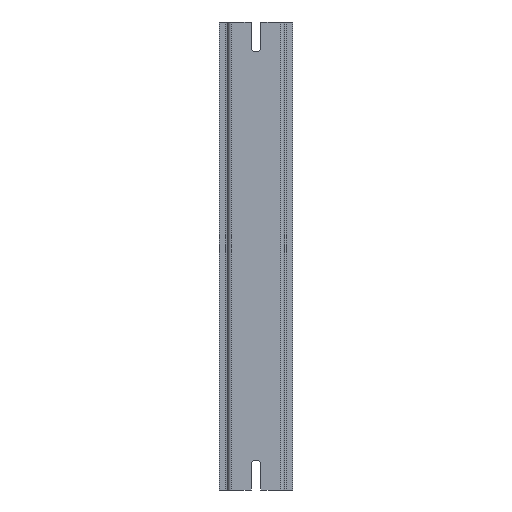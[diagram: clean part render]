
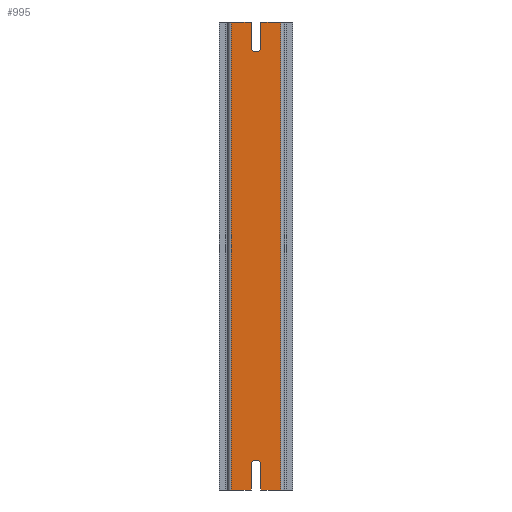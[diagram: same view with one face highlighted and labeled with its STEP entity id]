
A CAD part, front view. The second image highlights one B-rep face of the part: STEP entity #995.
In plain terms, the highlighted planar face has unit normal (0, -1, 0).
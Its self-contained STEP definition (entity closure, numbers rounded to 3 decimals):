
#4 = CARTESIAN_POINT ( 'NONE',  ( -2.25, -1., 111.5 ) ) ;
#9 = AXIS2_PLACEMENT_3D ( 'NONE', #959, #771, #564 ) ;
#14 = VECTOR ( 'NONE', #1040, 1000. ) ;
#45 = CARTESIAN_POINT ( 'NONE',  ( 2.25, -1., 111.5 ) ) ;
#48 = CIRCLE ( 'NONE', #9, 2.25 ) ;
#58 = FACE_OUTER_BOUND ( 'NONE', #1262, .T. ) ;
#59 = VERTEX_POINT ( 'NONE', #222 ) ;
#60 = EDGE_CURVE ( 'NONE', #935, #59, #1148, .T. ) ;
#76 = ORIENTED_EDGE ( 'NONE', *, *, #1096, .F. ) ;
#78 = CARTESIAN_POINT ( 'NONE',  ( 2.25, -1., -111.5 ) ) ;
#102 = LINE ( 'NONE', #1324, #1052 ) ;
#138 = AXIS2_PLACEMENT_3D ( 'NONE', #658, #1183, #1069 ) ;
#198 = LINE ( 'NONE', #895, #416 ) ;
#200 = EDGE_CURVE ( 'NONE', #1072, #248, #646, .T. ) ;
#222 = CARTESIAN_POINT ( 'NONE',  ( 11.7, -1., -111.5 ) ) ;
#227 = DIRECTION ( 'NONE',  ( 0., 0., 1. ) ) ;
#238 = ORIENTED_EDGE ( 'NONE', *, *, #200, .F. ) ;
#242 = PLANE ( 'NONE',  #596 ) ;
#248 = VERTEX_POINT ( 'NONE', #978 ) ;
#254 = ORIENTED_EDGE ( 'NONE', *, *, #1171, .F. ) ;
#261 = ORIENTED_EDGE ( 'NONE', *, *, #60, .F. ) ;
#271 = CARTESIAN_POINT ( 'NONE',  ( 2.25, -1., -111.5 ) ) ;
#273 = VERTEX_POINT ( 'NONE', #4 ) ;
#278 = DIRECTION ( 'NONE',  ( 0., 0., 1. ) ) ;
#292 = VERTEX_POINT ( 'NONE', #820 ) ;
#311 = ORIENTED_EDGE ( 'NONE', *, *, #686, .F. ) ;
#316 = CARTESIAN_POINT ( 'NONE',  ( 0., -1., -99.5 ) ) ;
#339 = VERTEX_POINT ( 'NONE', #933 ) ;
#360 = CARTESIAN_POINT ( 'NONE',  ( -2.25, -1., -111.5 ) ) ;
#366 = CARTESIAN_POINT ( 'NONE',  ( 12.5, -1., 111.5 ) ) ;
#398 = VERTEX_POINT ( 'NONE', #725 ) ;
#416 = VECTOR ( 'NONE', #585, 1000. ) ;
#451 = VECTOR ( 'NONE', #1100, 1000. ) ;
#456 = DIRECTION ( 'NONE',  ( 1., 0., 0. ) ) ;
#486 = CARTESIAN_POINT ( 'NONE',  ( 2.25, -1., -99.5 ) ) ;
#487 = EDGE_CURVE ( 'NONE', #586, #339, #720, .T. ) ;
#494 = VECTOR ( 'NONE', #278, 1000. ) ;
#498 = CIRCLE ( 'NONE', #607, 2.25 ) ;
#515 = DIRECTION ( 'NONE',  ( 0., 0., 1. ) ) ;
#521 = ORIENTED_EDGE ( 'NONE', *, *, #919, .F. ) ;
#523 = LINE ( 'NONE', #617, #789 ) ;
#540 = VERTEX_POINT ( 'NONE', #45 ) ;
#557 = CARTESIAN_POINT ( 'NONE',  ( 11.7, -1., 111.5 ) ) ;
#564 = DIRECTION ( 'NONE',  ( 0., 0., 1. ) ) ;
#585 = DIRECTION ( 'NONE',  ( 1., 0., 0. ) ) ;
#586 = VERTEX_POINT ( 'NONE', #1060 ) ;
#596 = AXIS2_PLACEMENT_3D ( 'NONE', #366, #779, #649 ) ;
#607 = AXIS2_PLACEMENT_3D ( 'NONE', #316, #718, #515 ) ;
#617 = CARTESIAN_POINT ( 'NONE',  ( 12.5, -1., -111.5 ) ) ;
#619 = ORIENTED_EDGE ( 'NONE', *, *, #885, .F. ) ;
#626 = CARTESIAN_POINT ( 'NONE',  ( 11.7, -1., 111.5 ) ) ;
#627 = VECTOR ( 'NONE', #679, 1000. ) ;
#646 = CIRCLE ( 'NONE', #138, 2.25 ) ;
#649 = DIRECTION ( 'NONE',  ( 1., 0., 0. ) ) ;
#658 = CARTESIAN_POINT ( 'NONE',  ( 0., -1., 99.5 ) ) ;
#671 = EDGE_CURVE ( 'NONE', #248, #540, #699, .T. ) ;
#679 = DIRECTION ( 'NONE',  ( 0., 0., 1. ) ) ;
#680 = CARTESIAN_POINT ( 'NONE',  ( -2.25, -1., 99.5 ) ) ;
#686 = EDGE_CURVE ( 'NONE', #292, #920, #798, .T. ) ;
#695 = VECTOR ( 'NONE', #1305, 1000. ) ;
#696 = EDGE_CURVE ( 'NONE', #812, #787, #1189, .T. ) ;
#699 = LINE ( 'NONE', #1196, #494 ) ;
#705 = CARTESIAN_POINT ( 'NONE',  ( -2.25, -1., 99.5 ) ) ;
#718 = DIRECTION ( 'NONE',  ( 0., -1., 0. ) ) ;
#720 = LINE ( 'NONE', #1132, #1269 ) ;
#725 = CARTESIAN_POINT ( 'NONE',  ( 0., -1., -97.25 ) ) ;
#771 = DIRECTION ( 'NONE',  ( 0., -1., 0. ) ) ;
#779 = DIRECTION ( 'NONE',  ( 0., 1., 0. ) ) ;
#787 = VERTEX_POINT ( 'NONE', #486 ) ;
#789 = VECTOR ( 'NONE', #1233, 1000. ) ;
#798 = LINE ( 'NONE', #1108, #451 ) ;
#808 = LINE ( 'NONE', #680, #695 ) ;
#812 = VERTEX_POINT ( 'NONE', #78 ) ;
#817 = VECTOR ( 'NONE', #456, 1000. ) ;
#820 = CARTESIAN_POINT ( 'NONE',  ( -2.25, -1., -99.5 ) ) ;
#859 = EDGE_CURVE ( 'NONE', #586, #920, #102, .T. ) ;
#885 = EDGE_CURVE ( 'NONE', #540, #935, #1265, .T. ) ;
#895 = CARTESIAN_POINT ( 'NONE',  ( 12.5, -1., 111.5 ) ) ;
#917 = ORIENTED_EDGE ( 'NONE', *, *, #1056, .F. ) ;
#919 = EDGE_CURVE ( 'NONE', #398, #292, #48, .T. ) ;
#920 = VERTEX_POINT ( 'NONE', #360 ) ;
#932 = ORIENTED_EDGE ( 'NONE', *, *, #671, .F. ) ;
#933 = CARTESIAN_POINT ( 'NONE',  ( -11.7, -1., 111.5 ) ) ;
#935 = VERTEX_POINT ( 'NONE', #557 ) ;
#954 = DIRECTION ( 'NONE',  ( 1., 0., 0. ) ) ;
#959 = CARTESIAN_POINT ( 'NONE',  ( 0., -1., -99.5 ) ) ;
#978 = CARTESIAN_POINT ( 'NONE',  ( 2.25, -1., 99.5 ) ) ;
#995 = ADVANCED_FACE ( 'NONE', ( #58 ), #242, .F. ) ;
#1023 = ORIENTED_EDGE ( 'NONE', *, *, #1266, .T. ) ;
#1040 = DIRECTION ( 'NONE',  ( 0., 0., -1. ) ) ;
#1052 = VECTOR ( 'NONE', #954, 1000. ) ;
#1056 = EDGE_CURVE ( 'NONE', #339, #273, #198, .T. ) ;
#1060 = CARTESIAN_POINT ( 'NONE',  ( -11.7, -1., -111.5 ) ) ;
#1069 = DIRECTION ( 'NONE',  ( 0., 0., 1. ) ) ;
#1072 = VERTEX_POINT ( 'NONE', #705 ) ;
#1096 = EDGE_CURVE ( 'NONE', #273, #1072, #808, .T. ) ;
#1100 = DIRECTION ( 'NONE',  ( 0., 0., -1. ) ) ;
#1108 = CARTESIAN_POINT ( 'NONE',  ( -2.25, -1., -99.5 ) ) ;
#1110 = ORIENTED_EDGE ( 'NONE', *, *, #696, .F. ) ;
#1132 = CARTESIAN_POINT ( 'NONE',  ( -11.7, -1., -111.5 ) ) ;
#1148 = LINE ( 'NONE', #626, #14 ) ;
#1171 = EDGE_CURVE ( 'NONE', #787, #398, #498, .T. ) ;
#1174 = CARTESIAN_POINT ( 'NONE',  ( 12.5, -1., 111.5 ) ) ;
#1183 = DIRECTION ( 'NONE',  ( 0., -1., 0. ) ) ;
#1189 = LINE ( 'NONE', #271, #627 ) ;
#1196 = CARTESIAN_POINT ( 'NONE',  ( 2.25, -1., 111.5 ) ) ;
#1233 = DIRECTION ( 'NONE',  ( 1., 0., 0. ) ) ;
#1262 = EDGE_LOOP ( 'NONE', ( #311, #521, #254, #1110, #1023, #261, #619, #932, #238, #76, #917, #1272, #1319 ) ) ;
#1265 = LINE ( 'NONE', #1174, #817 ) ;
#1266 = EDGE_CURVE ( 'NONE', #812, #59, #523, .T. ) ;
#1269 = VECTOR ( 'NONE', #227, 1000. ) ;
#1272 = ORIENTED_EDGE ( 'NONE', *, *, #487, .F. ) ;
#1305 = DIRECTION ( 'NONE',  ( 0., 0., -1. ) ) ;
#1319 = ORIENTED_EDGE ( 'NONE', *, *, #859, .T. ) ;
#1324 = CARTESIAN_POINT ( 'NONE',  ( 12.5, -1., -111.5 ) ) ;
